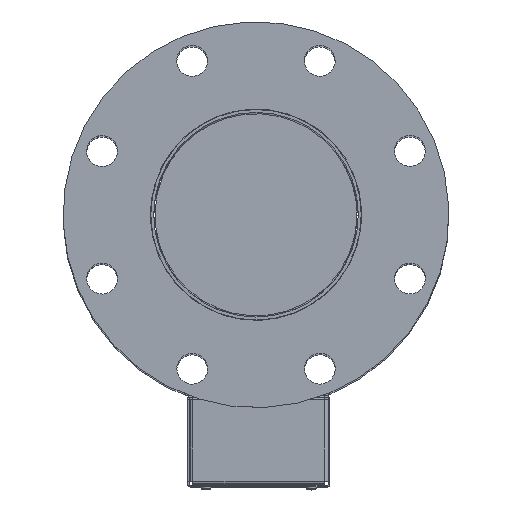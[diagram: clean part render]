
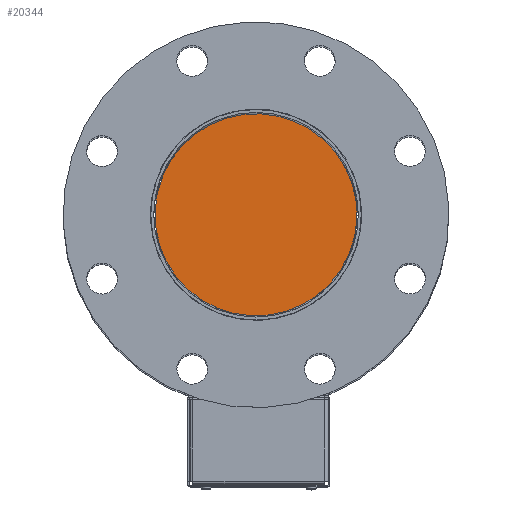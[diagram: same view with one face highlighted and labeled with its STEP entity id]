
A CAD part, top view. The second image highlights one B-rep face of the part: STEP entity #20344.
In plain terms, the highlighted planar face has unit normal (0, 0, 1).
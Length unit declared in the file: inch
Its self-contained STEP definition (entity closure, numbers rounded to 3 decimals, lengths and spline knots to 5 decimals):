
#3815 = DIRECTION ( 'NONE',  ( 0., 0., -1. ) ) ;
#5406 = ORIENTED_EDGE ( 'NONE', *, *, #12084, .F. ) ;
#6182 = CIRCLE ( 'NONE', #10217, 2.88 ) ;
#6536 = FACE_OUTER_BOUND ( 'NONE', #24754, .T. ) ;
#7546 = CIRCLE ( 'NONE', #36258, 2.88 ) ;
#10217 = AXIS2_PLACEMENT_3D ( 'NONE', #30400, #13332, #33223 ) ;
#10561 = DIRECTION ( 'NONE',  ( 0., 0., 1. ) ) ;
#12084 = EDGE_CURVE ( 'NONE', #34917, #26321, #7546, .T. ) ;
#12359 = EDGE_CURVE ( 'NONE', #26321, #34917, #6182, .T. ) ;
#13332 = DIRECTION ( 'NONE',  ( 0., 0., -1. ) ) ;
#14691 = AXIS2_PLACEMENT_3D ( 'NONE', #27618, #10561, #30469 ) ;
#15768 = ORIENTED_EDGE ( 'NONE', *, *, #12359, .F. ) ;
#20344 = ADVANCED_FACE ( 'NONE', ( #6536 ), #21918, .T. ) ;
#20803 = CARTESIAN_POINT ( 'NONE',  ( 0., 0., 26.1079 ) ) ;
#21918 = PLANE ( 'NONE',  #14691 ) ;
#23276 = CARTESIAN_POINT ( 'NONE',  ( -2.81121, 0.62568, 26.1079 ) ) ;
#23338 = CARTESIAN_POINT ( 'NONE',  ( 2.81121, -0.62568, 26.1079 ) ) ;
#23662 = DIRECTION ( 'NONE',  ( 0.976, -0.217, 0. ) ) ;
#24754 = EDGE_LOOP ( 'NONE', ( #15768, #5406 ) ) ;
#26321 = VERTEX_POINT ( 'NONE', #23338 ) ;
#27618 = CARTESIAN_POINT ( 'NONE',  ( 0., 0., 26.1079 ) ) ;
#30400 = CARTESIAN_POINT ( 'NONE',  ( 0., 0., 26.1079 ) ) ;
#30469 = DIRECTION ( 'NONE',  ( 0.976, -0.217, 0. ) ) ;
#33223 = DIRECTION ( 'NONE',  ( 0.976, -0.217, 0. ) ) ;
#34917 = VERTEX_POINT ( 'NONE', #23276 ) ;
#36258 = AXIS2_PLACEMENT_3D ( 'NONE', #20803, #3815, #23662 ) ;
